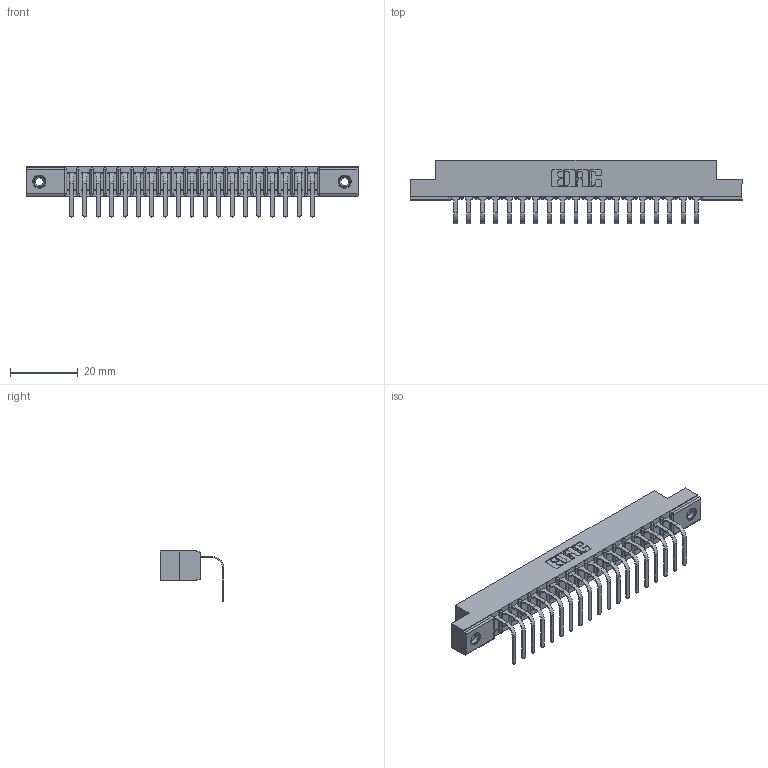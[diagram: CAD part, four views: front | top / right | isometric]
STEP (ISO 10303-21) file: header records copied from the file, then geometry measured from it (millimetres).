
FILE_DESCRIPTION (( 'STEP AP203' ), '1' );
FILE_NAME ('357-019-558-108.STEP', '2022-07-13T21:13:25', ( '' ), ( '' ), 'SwSTEP 2.0', 'SolidWorks 2020', '' );
FILE_SCHEMA (( 'CONFIG_CONTROL_DESIGN' ));
Length unit declared in the file: inch
Products named in the file (4): 307-290-001_558 - 2 (Single); 307 Part_.156 Dia Mounting Holes; 357-019-558-108; 345-250-001_345-250-003-102
Assembly tree (22 placements, depth 2):
  357-019-558-108
    307 Part_.156 Dia Mounting Holes
    307-290-001_558 - 2 (Single)  x19
    345-250-001_345-250-003-102  x2
Bounding box: 98.3 x 18.78 x 14.81 mm (x, y, z)
Volume: 6285.4 mm3; surface area: 10129.6 mm2
Topology: 22 solids, 22 shells, 1338 faces, 3765 edges, 2422 vertices
Faces by surface type: plane 843, cylinder 439, sphere 40, cone 12, torus 4
Entity records: 20413 total; most frequent: CARTESIAN_POINT 3411, ORIENTED_EDGE 3390, DIRECTION 3341, EDGE_CURVE 1695, VECTOR 1289, LINE 1289, VERTEX_POINT 1096, AXIS2_PLACEMENT_3D 1026
